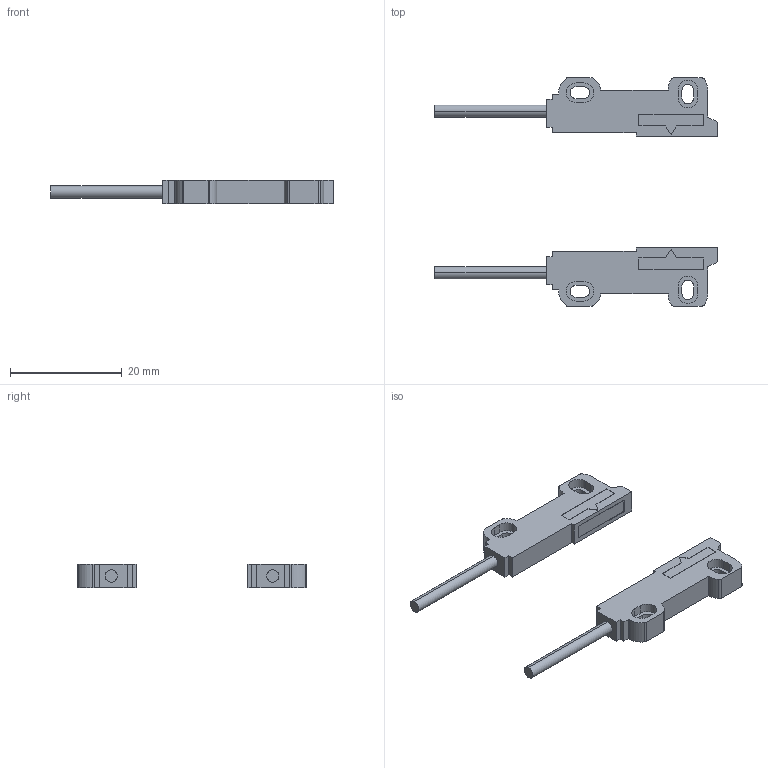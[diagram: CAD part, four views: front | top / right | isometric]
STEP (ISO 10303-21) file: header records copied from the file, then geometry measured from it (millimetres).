
FILE_DESCRIPTION((''),'2;1');
FILE_NAME('FU-E11_ASM','2020-01-10T18:02:44',('Administrator'),(''),'CREO PARAMETRIC BY PTC INC, 2018400','CREO PARAMETRIC BY PTC INC, 2018400','');
FILE_SCHEMA(('CONFIG_CONTROL_DESIGN'));
Length unit declared in the file: millimetre
Products named in the file (3): PRT0002; PRT0003; FU-E11_ASM
Assembly tree (2 placements, depth 2):
  FU-E11_ASM
    PRT0002
    PRT0003
Bounding box: 50.5 x 40.8 x 4.2 mm (x, y, z)
Volume: 2143.7 mm3; surface area: 2138.9 mm2
Topology: 2 solids, 2 shells, 120 faces, 318 edges, 212 vertices
Faces by surface type: plane 84, cylinder 36
Entity records: 3818 total; most frequent: CARTESIAN_POINT 655, DIRECTION 640, ORIENTED_EDGE 636, EDGE_CURVE 318, VECTOR 246, LINE 246, VERTEX_POINT 212, AXIS2_PLACEMENT_3D 197
